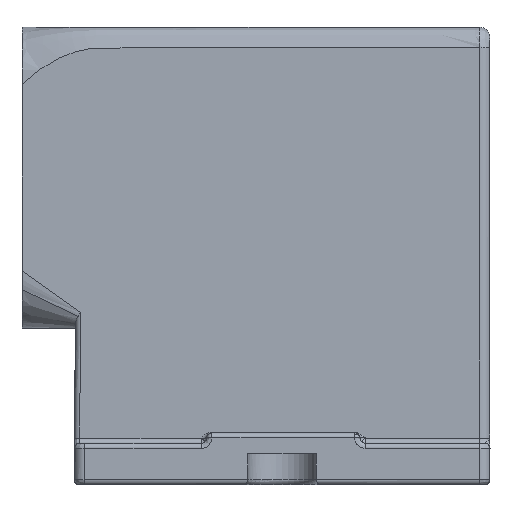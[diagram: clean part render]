
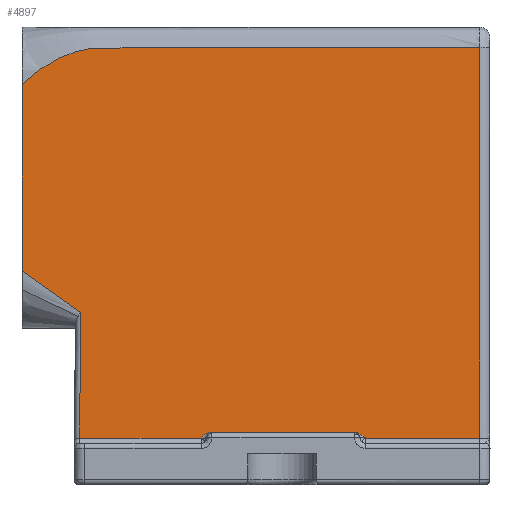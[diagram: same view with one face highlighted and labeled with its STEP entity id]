
A CAD part, left-side view. The second image highlights one B-rep face of the part: STEP entity #4897.
In plain terms, the highlighted planar face has unit normal (-1, 0, 0.009).
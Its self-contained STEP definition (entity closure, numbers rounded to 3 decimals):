
#120=DIRECTION('',(0.,1.,0.));
#121=VECTOR('',#120,21.999);
#122=CARTESIAN_POINT('',(-78.491,2.,-50.008));
#123=LINE('',#122,#121);
#139=DIRECTION('',(-0.009,0.009,-1.));
#140=VECTOR('',#139,24.134);
#141=CARTESIAN_POINT('',(-78.281,78.711,-25.875));
#142=LINE('',#141,#140);
#143=DIRECTION('',(-0.005,-0.817,-0.577));
#144=VECTOR('',#143,13.82);
#145=CARTESIAN_POINT('',(-78.211,90.,-17.904));
#146=LINE('',#145,#144);
#147=CARTESIAN_POINT('',(-77.836,2.,25.035));
#148=CARTESIAN_POINT('',(-77.836,9.539,25.035));
#149=CARTESIAN_POINT('',(-77.836,20.847,25.035));
#150=CARTESIAN_POINT('',(-77.836,35.924,25.035));
#151=CARTESIAN_POINT('',(-77.836,47.232,25.034));
#152=CARTESIAN_POINT('',(-77.836,56.656,25.036));
#153=CARTESIAN_POINT('',(-77.836,64.194,25.032));
#154=CARTESIAN_POINT('',(-77.836,68.906,25.043));
#155=CARTESIAN_POINT('',(-77.837,72.674,25.021));
#156=CARTESIAN_POINT('',(-77.836,75.506,25.087));
#157=CARTESIAN_POINT('',(-77.839,78.315,24.725));
#158=CARTESIAN_POINT('',(-77.848,81.893,23.658));
#159=CARTESIAN_POINT('',(-77.867,85.928,21.496));
#160=CARTESIAN_POINT('',(-77.887,88.7,19.275));
#161=CARTESIAN_POINT('',(-77.897,90.,18.096));
#168=CARTESIAN_POINT('',(-78.491,23.999,-50.001));
#169=CARTESIAN_POINT('',(-78.49,24.106,-49.885));
#170=CARTESIAN_POINT('',(-78.488,24.312,-49.679));
#171=CARTESIAN_POINT('',(-78.486,24.616,-49.419));
#172=CARTESIAN_POINT('',(-78.484,24.915,-49.222));
#173=CARTESIAN_POINT('',(-78.483,25.203,-49.088));
#174=CARTESIAN_POINT('',(-78.483,25.477,-49.015));
#175=CARTESIAN_POINT('',(-78.483,25.646,-48.999));
#176=CARTESIAN_POINT('',(-78.483,25.727,-49.));
#1548=DIRECTION('',(-0.009,0.,-1.));
#1549=VECTOR('',#1548,75.045);
#1550=CARTESIAN_POINT('',(-77.836,2.,25.035));
#1551=LINE('',#1550,#1549);
#1618=DIRECTION('',(0.009,0.,1.));
#1619=VECTOR('',#1618,36.001);
#1620=CARTESIAN_POINT('',(-78.211,90.,-17.904));
#1621=LINE('',#1620,#1619);
#3679=DIRECTION('',(0.,1.,0.));
#3680=VECTOR('',#3679,28.046);
#3681=CARTESIAN_POINT('',(-78.483,25.727,-49.));
#3682=LINE('',#3681,#3680);
#3736=CARTESIAN_POINT('',(-78.491,55.502,
-50.005));
#3747=DIRECTION('',(0.,1.,0.));
#3748=VECTOR('',#3747,23.419);
#3749=CARTESIAN_POINT('',(-78.491,55.502,
-50.005));
#3750=LINE('',#3749,#3748);
#3791=CARTESIAN_POINT('',(-78.483,53.773,-49.));
#3792=CARTESIAN_POINT('',(-78.483,53.853,
-49.002));
#3793=CARTESIAN_POINT('',(-78.483,54.003,
-49.013));
#3794=CARTESIAN_POINT('',(-78.483,54.195,
-49.06));
#3795=CARTESIAN_POINT('',(-78.484,54.36,
-49.119));
#3796=CARTESIAN_POINT('',(-78.484,54.502,
-49.185));
#3797=CARTESIAN_POINT('',(-78.485,54.625,
-49.253));
#3798=CARTESIAN_POINT('',(-78.485,54.733,
-49.321));
#3799=CARTESIAN_POINT('',(-78.486,54.828,
-49.387));
#3800=CARTESIAN_POINT('',(-78.486,54.913,
-49.451));
#3801=CARTESIAN_POINT('',(-78.487,54.987,
-49.511));
#3802=CARTESIAN_POINT('',(-78.487,55.054,
-49.567));
#3803=CARTESIAN_POINT('',(-78.488,55.115,
-49.62));
#3804=CARTESIAN_POINT('',(-78.488,55.169,
-49.67));
#3805=CARTESIAN_POINT('',(-78.489,55.219,
-49.716));
#3806=CARTESIAN_POINT('',(-78.489,55.264,
-49.759));
#3807=CARTESIAN_POINT('',(-78.49,55.305,
-49.798));
#3808=CARTESIAN_POINT('',(-78.49,55.343,
-49.835));
#3809=CARTESIAN_POINT('',(-78.49,55.378,
-49.869));
#3810=CARTESIAN_POINT('',(-78.49,55.409,
-49.901));
#3811=CARTESIAN_POINT('',(-78.491,55.439,
-49.929));
#3812=CARTESIAN_POINT('',(-78.491,55.467,
-49.954));
#3813=CARTESIAN_POINT('',(-78.491,55.49,
-49.979));
#3814=CARTESIAN_POINT('',(-78.491,55.496,
-49.995));
#3815=CARTESIAN_POINT('',(-78.491,55.502,
-50.005));
#3925=CARTESIAN_POINT('',(-78.491,24.,-50.));
#3926=VERTEX_POINT('',#3925);
#3932=VERTEX_POINT('',#3736);
#4293=CARTESIAN_POINT('',(-78.491,78.922,
-50.009));
#4295=VERTEX_POINT('',#4293);
#4299=CARTESIAN_POINT('',(-78.491,2.,
-50.009));
#4301=VERTEX_POINT('',#4299);
#4362=CARTESIAN_POINT('',(-78.483,53.773,-49.));
#4363=VERTEX_POINT('',#4362);
#4364=CARTESIAN_POINT('',(-78.281,78.711,
-25.875));
#4365=VERTEX_POINT('',#4364);
#4366=CARTESIAN_POINT('',(-78.483,25.727,-49.));
#4367=VERTEX_POINT('',#4366);
#4377=CARTESIAN_POINT('',(-77.836,2.,25.035));
#4378=VERTEX_POINT('',#4377);
#4385=CARTESIAN_POINT('',(-78.211,90.,-17.904));
#4386=VERTEX_POINT('',#4385);
#4397=VERTEX_POINT('',#161);
#4871=CARTESIAN_POINT('',(-78.5,-4.,-51.));
#4872=DIRECTION('',(-1.,0.,0.009));
#4873=DIRECTION('',(0.009,0.,1.));
#4874=AXIS2_PLACEMENT_3D('',#4871,#4872,#4873);
#4875=PLANE('',#4874);
#4877=ORIENTED_EDGE('',*,*,#4876,.T.);
#4879=ORIENTED_EDGE('',*,*,#4878,.T.);
#4881=ORIENTED_EDGE('',*,*,#4880,.T.);
#4883=ORIENTED_EDGE('',*,*,#4882,.T.);
#4885=ORIENTED_EDGE('',*,*,#4884,.F.);
#4887=ORIENTED_EDGE('',*,*,#4886,.F.);
#4889=ORIENTED_EDGE('',*,*,#4888,.T.);
#4891=ORIENTED_EDGE('',*,*,#4890,.F.);
#4893=ORIENTED_EDGE('',*,*,#4892,.T.);
#4894=ORIENTED_EDGE('',*,*,#4854,.T.);
#4895=EDGE_LOOP('',(#4877,#4879,#4881,#4883,#4885,#4887,#4889,#4891,#4893,
#4894));
#4896=FACE_OUTER_BOUND('',#4895,.F.);
#162=B_SPLINE_CURVE_WITH_KNOTS('',3,(#147,#148,#149,#150,#151,#152,#153,#154,
#155,#156,#157,#158,#159,#160,#161),.UNSPECIFIED.,.F.,.F.,(4,1,1,1,1,1,1,1,1,1,
1,1,4),(0.,0.25,0.375,0.5,0.625,0.688,0.75,0.781,0.813,
0.844,0.875,0.938,1.),.UNSPECIFIED.);
#177=B_SPLINE_CURVE_WITH_KNOTS('',3,(#168,#169,#170,#171,#172,#173,#174,#175,
#176),.UNSPECIFIED.,.F.,.F.,(4,1,1,1,1,1,4),(0.,0.167,
0.333,0.5,0.667,0.833,1.),
.UNSPECIFIED.);
#3816=B_SPLINE_CURVE_WITH_KNOTS('',3,(#3791,#3792,#3793,#3794,#3795,#3796,#3797,
#3798,#3799,#3800,#3801,#3802,#3803,#3804,#3805,#3806,#3807,#3808,#3809,#3810,
#3811,#3812,#3813,#3814,#3815),.UNSPECIFIED.,.F.,.F.,(4,1,1,1,1,1,1,1,1,1,1,1,1,
1,1,1,1,1,1,1,1,1,4),(0.,0.045,0.091,
0.136,0.182,0.227,0.273,
0.318,0.364,0.409,0.455,0.5,
0.545,0.591,0.636,0.682,
0.727,0.773,0.818,0.864,
0.909,0.955,1.),.UNSPECIFIED.);
#4854=EDGE_CURVE('',#4301,#3926,#123,.T.);
#4876=EDGE_CURVE('',#3926,#4367,#177,.T.);
#4878=EDGE_CURVE('',#4367,#4363,#3682,.T.);
#4880=EDGE_CURVE('',#4363,#3932,#3816,.T.);
#4882=EDGE_CURVE('',#3932,#4295,#3750,.T.);
#4884=EDGE_CURVE('',#4365,#4295,#142,.T.);
#4886=EDGE_CURVE('',#4386,#4365,#146,.T.);
#4888=EDGE_CURVE('',#4386,#4397,#1621,.T.);
#4890=EDGE_CURVE('',#4378,#4397,#162,.T.);
#4892=EDGE_CURVE('',#4378,#4301,#1551,.T.);
#4897=ADVANCED_FACE('',(#4896),#4875,.T.);
